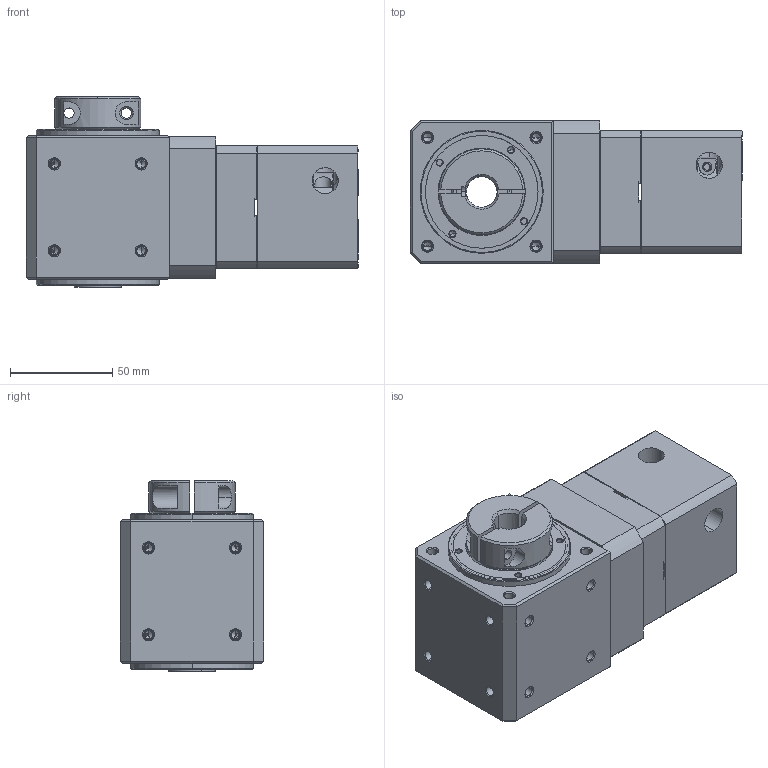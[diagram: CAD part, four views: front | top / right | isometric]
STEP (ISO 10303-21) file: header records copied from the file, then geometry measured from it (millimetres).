
FILE_DESCRIPTION(/* description */ ('Alibre Inc.'),/* implementation_level */ '2;1');
FILE_NAME(/* name */ 'export-0B8F44CE-A4ED-411C-9555-2E0F1A331D29',/* time_stamp */ '2022-08-05T16:10:01+02:00',/* author */ (''),/* organization */ (''),/* preprocessor_version */ 'ST-DEVELOPER v17',/* originating_system */ 'Alibre',/* authorisation */ '');
FILE_SCHEMA (('AUTOMOTIVE_DESIGN'));
Length unit declared in the file: millimetre
Products named in the file (10): 5928-1 DCNC-RAG-F70 I=32 Right Angle Gearbox (60x60mm) STEP214
Bounding box: 162 x 70 x 93 mm (x, y, z)
Volume: 428513.2 mm3; surface area: 144856.2 mm2
Topology: 9 solids, 9 shells, 916 faces, 2243 edges, 1347 vertices
Faces by surface type: cylinder 383, cone 301, plane 207, torus 25
Entity records: 27963 total; most frequent: CARTESIAN_POINT 5951, DIRECTION 4781, ORIENTED_EDGE 4334, EDGE_CURVE 2167, AXIS2_PLACEMENT_3D 2039, VERTEX_POINT 1347, CIRCLE 1134, EDGE_LOOP 1108
